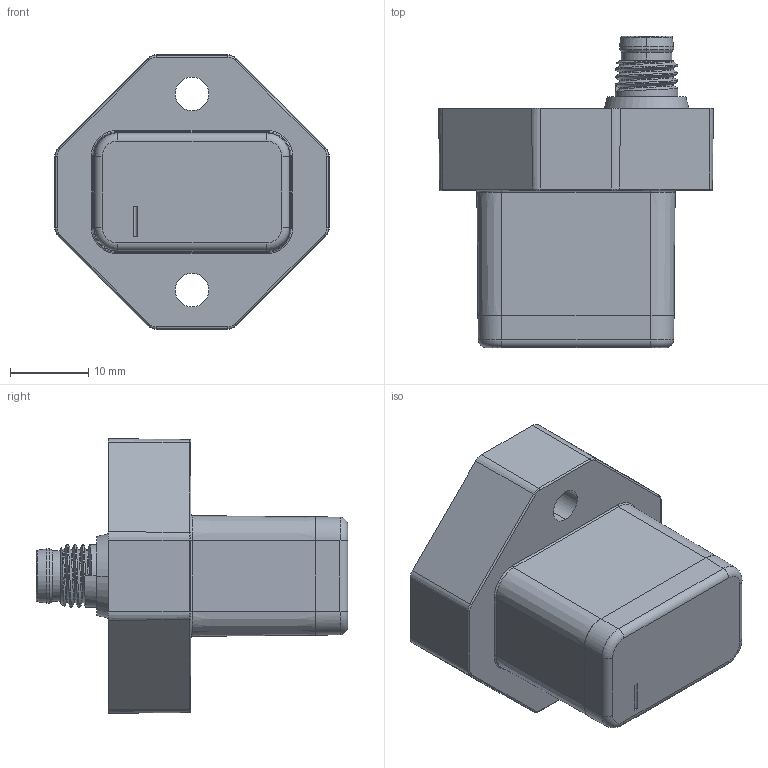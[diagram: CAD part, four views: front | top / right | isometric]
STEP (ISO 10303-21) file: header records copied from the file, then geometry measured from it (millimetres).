
FILE_DESCRIPTION((''),'2;1');
FILE_NAME('DM_CAD-2387_SW0001','2016-08-22T',('creinig-se'),(''),'PRO/ENGINEER BY PARAMETRIC TECHNOLOGY CORPORATION, 2015440','PRO/ENGINEER BY PARAMETRIC TECHNOLOGY CORPORATION, 2015440','');
FILE_SCHEMA(('CONFIG_CONTROL_DESIGN'));
Length unit declared in the file: millimetre
Products named in the file (1): DM_CAD-2387_SW0001
Bounding box: 35 x 39.7 x 35 mm (x, y, z)
Volume: 16814 mm3; surface area: 5741.6 mm2
Topology: 5 solids, 5 shells, 297 faces, 712 edges, 436 vertices
Faces by surface type: plane 93, cylinder 86, cone 63, torus 40, sphere 8, extrusion 4, bspline 3
Entity records: 12636 total; most frequent: CARTESIAN_POINT 3501, DIRECTION 1516, ORIENTED_EDGE 1408, EDGE_CURVE 704, AXIS2_PLACEMENT_3D 590, VERTEX_POINT 436, VECTOR 336, LINE 332
